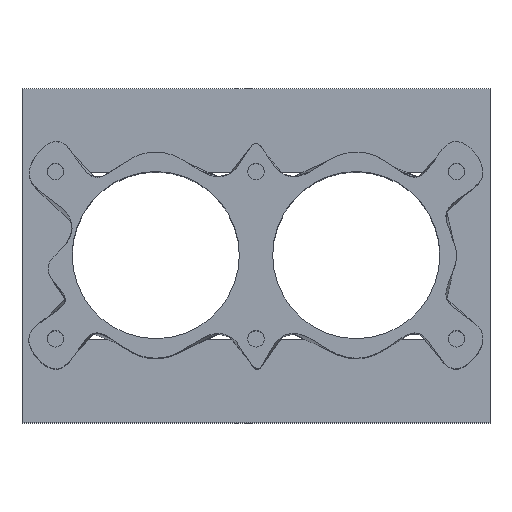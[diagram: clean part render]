
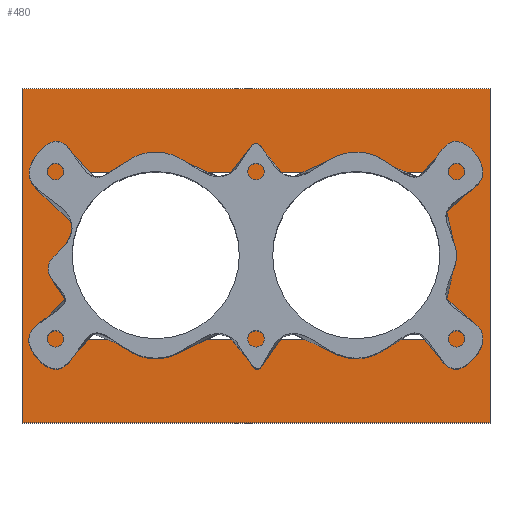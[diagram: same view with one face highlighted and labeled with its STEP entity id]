
A CAD part, top view. The second image highlights one B-rep face of the part: STEP entity #480.
In plain terms, the highlighted planar face has unit normal (0, 0, 1).
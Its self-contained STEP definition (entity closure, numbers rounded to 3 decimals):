
#46 = VERTEX_POINT('',#47);
#47 = CARTESIAN_POINT('',(0.,50.,0.));
#53 = EDGE_CURVE('',#54,#46,#56,.T.);
#54 = VERTEX_POINT('',#55);
#55 = CARTESIAN_POINT('',(0.,-50.,0.));
#56 = LINE('',#57,#58);
#57 = CARTESIAN_POINT('',(0.,-50.,0.));
#58 = VECTOR('',#59,1.);
#59 = DIRECTION('',(0.,1.,0.));
#141 = EDGE_CURVE('',#46,#142,#144,.T.);
#142 = VERTEX_POINT('',#143);
#143 = CARTESIAN_POINT('',(140.,50.,0.));
#144 = LINE('',#145,#146);
#145 = CARTESIAN_POINT('',(0.,50.,0.));
#146 = VECTOR('',#147,1.);
#147 = DIRECTION('',(1.,0.,0.));
#462 = EDGE_CURVE('',#54,#463,#465,.T.);
#463 = VERTEX_POINT('',#464);
#464 = CARTESIAN_POINT('',(140.,-50.,0.));
#465 = LINE('',#466,#467);
#466 = CARTESIAN_POINT('',(0.,-50.,0.));
#467 = VECTOR('',#468,1.);
#468 = DIRECTION('',(1.,0.,0.));
#480 = ADVANCED_FACE('',(#481,#492,#526),#560,.T.);
#481 = FACE_BOUND('',#482,.T.);
#482 = EDGE_LOOP('',(#483,#484,#485,#491));
#483 = ORIENTED_EDGE('',*,*,#53,.F.);
#484 = ORIENTED_EDGE('',*,*,#462,.T.);
#485 = ORIENTED_EDGE('',*,*,#486,.T.);
#486 = EDGE_CURVE('',#463,#142,#487,.T.);
#487 = LINE('',#488,#489);
#488 = CARTESIAN_POINT('',(140.,-50.,0.));
#489 = VECTOR('',#490,1.);
#490 = DIRECTION('',(0.,1.,0.));
#491 = ORIENTED_EDGE('',*,*,#141,.F.);
#492 = FACE_BOUND('',#493,.T.);
#493 = EDGE_LOOP('',(#494,#504,#512,#520));
#494 = ORIENTED_EDGE('',*,*,#495,.T.);
#495 = EDGE_CURVE('',#496,#498,#500,.T.);
#496 = VERTEX_POINT('',#497);
#497 = CARTESIAN_POINT('',(15.,-25.,0.));
#498 = VERTEX_POINT('',#499);
#499 = CARTESIAN_POINT('',(15.,25.,0.));
#500 = LINE('',#501,#502);
#501 = CARTESIAN_POINT('',(15.,-25.,0.));
#502 = VECTOR('',#503,1.);
#503 = DIRECTION('',(0.,1.,0.));
#504 = ORIENTED_EDGE('',*,*,#505,.T.);
#505 = EDGE_CURVE('',#498,#506,#508,.T.);
#506 = VERTEX_POINT('',#507);
#507 = CARTESIAN_POINT('',(65.,25.,0.));
#508 = LINE('',#509,#510);
#509 = CARTESIAN_POINT('',(15.,25.,0.));
#510 = VECTOR('',#511,1.);
#511 = DIRECTION('',(1.,0.,0.));
#512 = ORIENTED_EDGE('',*,*,#513,.F.);
#513 = EDGE_CURVE('',#514,#506,#516,.T.);
#514 = VERTEX_POINT('',#515);
#515 = CARTESIAN_POINT('',(65.,-25.,0.));
#516 = LINE('',#517,#518);
#517 = CARTESIAN_POINT('',(65.,-25.,0.));
#518 = VECTOR('',#519,1.);
#519 = DIRECTION('',(0.,1.,0.));
#520 = ORIENTED_EDGE('',*,*,#521,.F.);
#521 = EDGE_CURVE('',#496,#514,#522,.T.);
#522 = LINE('',#523,#524);
#523 = CARTESIAN_POINT('',(15.,-25.,0.));
#524 = VECTOR('',#525,1.);
#525 = DIRECTION('',(1.,0.,0.));
#526 = FACE_BOUND('',#527,.T.);
#527 = EDGE_LOOP('',(#528,#538,#546,#554));
#528 = ORIENTED_EDGE('',*,*,#529,.T.);
#529 = EDGE_CURVE('',#530,#532,#534,.T.);
#530 = VERTEX_POINT('',#531);
#531 = CARTESIAN_POINT('',(75.,-25.,0.));
#532 = VERTEX_POINT('',#533);
#533 = CARTESIAN_POINT('',(75.,25.,0.));
#534 = LINE('',#535,#536);
#535 = CARTESIAN_POINT('',(75.,-25.,0.));
#536 = VECTOR('',#537,1.);
#537 = DIRECTION('',(0.,1.,0.));
#538 = ORIENTED_EDGE('',*,*,#539,.T.);
#539 = EDGE_CURVE('',#532,#540,#542,.T.);
#540 = VERTEX_POINT('',#541);
#541 = CARTESIAN_POINT('',(125.,25.,0.));
#542 = LINE('',#543,#544);
#543 = CARTESIAN_POINT('',(75.,25.,0.));
#544 = VECTOR('',#545,1.);
#545 = DIRECTION('',(1.,0.,0.));
#546 = ORIENTED_EDGE('',*,*,#547,.F.);
#547 = EDGE_CURVE('',#548,#540,#550,.T.);
#548 = VERTEX_POINT('',#549);
#549 = CARTESIAN_POINT('',(125.,-25.,0.));
#550 = LINE('',#551,#552);
#551 = CARTESIAN_POINT('',(125.,-25.,0.));
#552 = VECTOR('',#553,1.);
#553 = DIRECTION('',(0.,1.,0.));
#554 = ORIENTED_EDGE('',*,*,#555,.F.);
#555 = EDGE_CURVE('',#530,#548,#556,.T.);
#556 = LINE('',#557,#558);
#557 = CARTESIAN_POINT('',(75.,-25.,0.));
#558 = VECTOR('',#559,1.);
#559 = DIRECTION('',(1.,0.,0.));
#560 = PLANE('',#561);
#561 = AXIS2_PLACEMENT_3D('',#562,#563,#564);
#562 = CARTESIAN_POINT('',(0.,-50.,0.));
#563 = DIRECTION('',(0.,0.,1.));
#564 = DIRECTION('',(1.,0.,0.));
